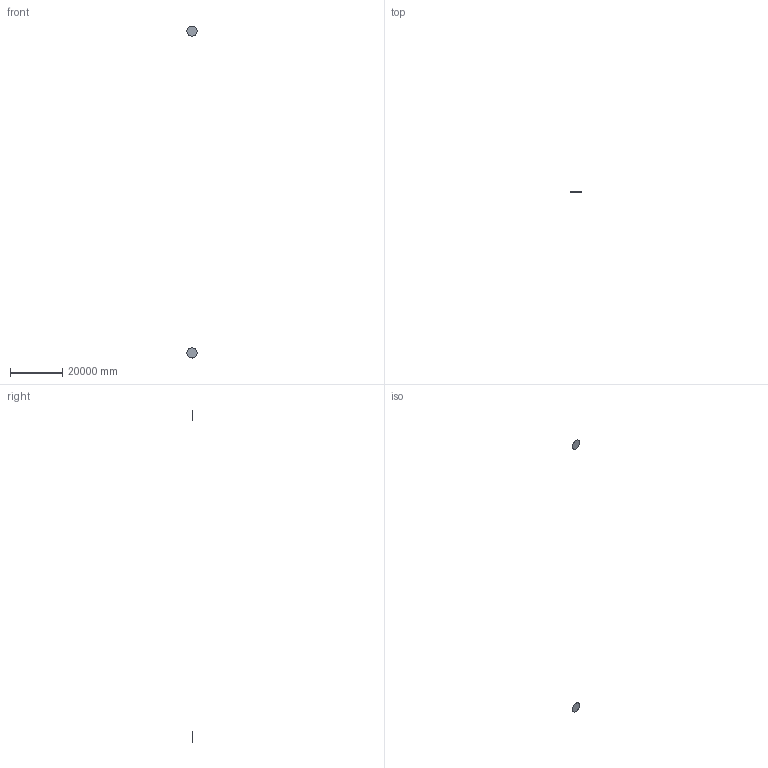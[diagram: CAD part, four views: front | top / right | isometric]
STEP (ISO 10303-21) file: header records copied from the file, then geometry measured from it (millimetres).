
FILE_DESCRIPTION(('Open CASCADE Model'),'2;1');
FILE_NAME('Open CASCADE Shape Model','2020-04-04T00:17:30',('Author'),( 'Open CASCADE'),'Open CASCADE STEP processor 7.3','Open CASCADE 7.3' ,'Unknown');
FILE_SCHEMA(('AUTOMOTIVE_DESIGN { 1 0 10303 214 1 1 1 1 }'));
Length unit declared in the file: metre
Products named in the file (3): Open CASCADE STEP translator 7.3 2; Open CASCADE STEP translator 7.3 2.1; Open CASCADE STEP translator 7.3 2.2
Assembly tree (2 placements, depth 2):
  Open CASCADE STEP translator 7.3 2
    Open CASCADE STEP translator 7.3 2.1
    Open CASCADE STEP translator 7.3 2.2
Bounding box: 3900 x 0 x 126900 mm (x, y, z)
Surface area: 23891812.1 mm2 (no closed solid volume)
Topology: 0 solids, 2 shells, 2 faces, 2 edges, 2 vertices
Faces by surface type: plane 2
Entity records: 107 total; most frequent: CARTESIAN_POINT 17, DIRECTION 15, AXIS2_PLACEMENT_3D 7, PRODUCT_DEFINITION_SHAPE 5, SHAPE_DEFINITION_REPRESENTATION 3, PRODUCT_DEFINITION 3, PRODUCT_DEFINITION_FORMATION 3, PRODUCT 3
